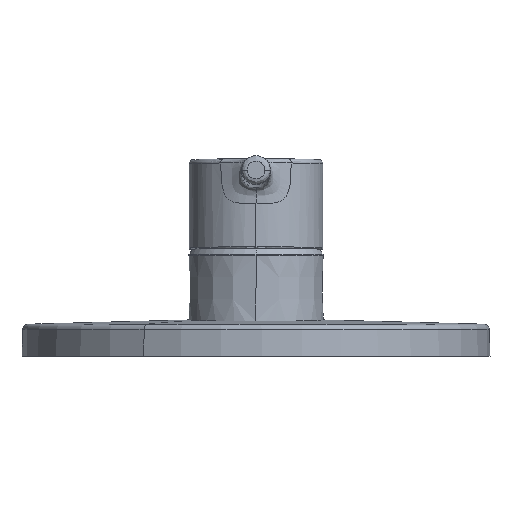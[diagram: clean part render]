
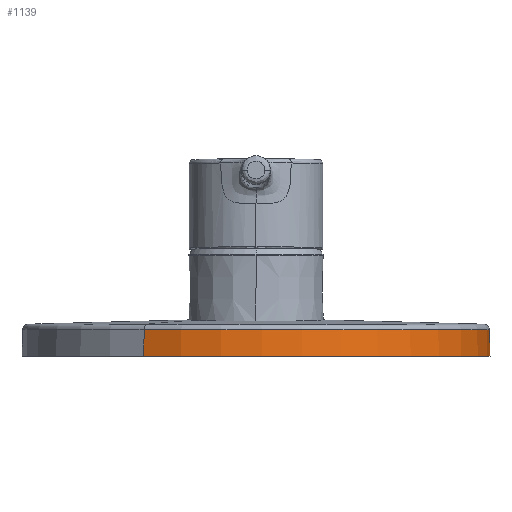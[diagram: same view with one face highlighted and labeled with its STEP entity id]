
A CAD part, front view. The second image highlights one B-rep face of the part: STEP entity #1139.
In plain terms, the highlighted conical face has half-angle 1.5 degrees and reference radius 84.697 mm.
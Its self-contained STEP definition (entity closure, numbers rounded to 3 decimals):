
#14 = DIRECTION ( 'NONE',  ( 0., 0., -1. ) ) ;
#51 = CONICAL_SURFACE ( 'NONE', #752, 84.696, 0.026 ) ;
#154 = CARTESIAN_POINT ( 'NONE',  ( -40.629, -74.371, 10.24 ) ) ;
#210 = CARTESIAN_POINT ( 'NONE',  ( 0., 0., 12.103 ) ) ;
#543 = DIRECTION ( 'NONE',  ( -0.479, -0.878, 0. ) ) ;
#752 = AXIS2_PLACEMENT_3D ( 'NONE', #210, #2969, #543 ) ;
#994 = CARTESIAN_POINT ( 'NONE',  ( 40.751, 74.595, 0.513 ) ) ;
#1073 = ORIENTED_EDGE ( 'NONE', *, *, #1220, .T. ) ;
#1139 = ADVANCED_FACE ( 'NONE', ( #3236 ), #51, .T. ) ;
#1220 = EDGE_CURVE ( 'NONE', #3309, #4074, #4167, .T. ) ;
#1262 = CARTESIAN_POINT ( 'NONE',  ( -40.606, -74.328, 12.103 ) ) ;
#1309 = VERTEX_POINT ( 'NONE', #994 ) ;
#1356 = EDGE_CURVE ( 'NONE', #1309, #4074, #1940, .T. ) ;
#1446 = VECTOR ( 'NONE', #3905, 1000. ) ;
#1479 = DIRECTION ( 'NONE',  ( -1., 0., 0. ) ) ;
#1586 = EDGE_CURVE ( 'NONE', #2353, #3309, #4121, .T. ) ;
#1687 = DIRECTION ( 'NONE',  ( -0.013, -0.023, -1. ) ) ;
#1745 = DIRECTION ( 'NONE',  ( 0., -1., 0. ) ) ;
#1794 = AXIS2_PLACEMENT_3D ( 'NONE', #2107, #14, #1745 ) ;
#1911 = EDGE_LOOP ( 'NONE', ( #4144, #3795, #1073, #1913 ) ) ;
#1913 = ORIENTED_EDGE ( 'NONE', *, *, #1356, .F. ) ;
#1940 = CIRCLE ( 'NONE', #1794, 85. ) ;
#2107 = CARTESIAN_POINT ( 'NONE',  ( 0., 0., 0.513 ) ) ;
#2353 = VERTEX_POINT ( 'NONE', #3077 ) ;
#2393 = CARTESIAN_POINT ( 'NONE',  ( -40.751, -74.595, 0.513 ) ) ;
#2601 = EDGE_CURVE ( 'NONE', #2353, #1309, #3719, .T. ) ;
#2842 = CARTESIAN_POINT ( 'NONE',  ( 0., 0., 10.24 ) ) ;
#2889 = DIRECTION ( 'NONE',  ( 0., 0., -1. ) ) ;
#2969 = DIRECTION ( 'NONE',  ( 0., 0., -1. ) ) ;
#3077 = CARTESIAN_POINT ( 'NONE',  ( 40.629, 74.371, 10.24 ) ) ;
#3187 = VECTOR ( 'NONE', #1687, 1000. ) ;
#3236 = FACE_OUTER_BOUND ( 'NONE', #1911, .T. ) ;
#3309 = VERTEX_POINT ( 'NONE', #154 ) ;
#3331 = AXIS2_PLACEMENT_3D ( 'NONE', #2842, #2889, #1479 ) ;
#3719 = LINE ( 'NONE', #3871, #1446 ) ;
#3795 = ORIENTED_EDGE ( 'NONE', *, *, #1586, .T. ) ;
#3871 = CARTESIAN_POINT ( 'NONE',  ( 40.606, 74.328, 12.103 ) ) ;
#3905 = DIRECTION ( 'NONE',  ( 0.013, 0.023, -1. ) ) ;
#4074 = VERTEX_POINT ( 'NONE', #2393 ) ;
#4121 = CIRCLE ( 'NONE', #3331, 84.745 ) ;
#4144 = ORIENTED_EDGE ( 'NONE', *, *, #2601, .F. ) ;
#4167 = LINE ( 'NONE', #1262, #3187 ) ;
